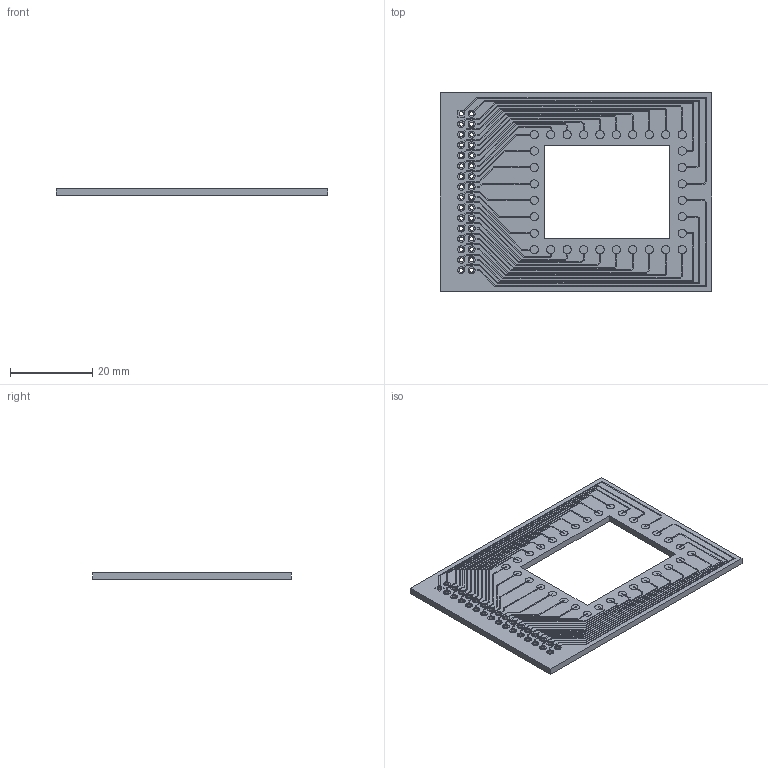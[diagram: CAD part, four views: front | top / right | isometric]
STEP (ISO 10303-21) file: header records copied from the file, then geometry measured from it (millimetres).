
FILE_DESCRIPTION(('FreeCAD Model'),'2;1');
FILE_NAME('Open CASCADE Shape Model','2023-08-02T15:21:01',(''),(''), 'Open CASCADE STEP processor 7.6','FreeCAD','Unknown');
FILE_SCHEMA(('AUTOMOTIVE_DESIGN { 1 0 10303 214 1 1 1 1 }'));
Length unit declared in the file: millimetre
Products named in the file (5): Board_Geoms_fb7c; Pcb_fb7c; topPads_fb7c_cut; topTracks_fb7c; botPads_fb7c
Assembly tree (4 placements, depth 2):
  Board_Geoms_fb7c
    Pcb_fb7c
    topPads_fb7c_cut
    topTracks_fb7c
    botPads_fb7c
Bounding box: 66.04 x 48.26 x 1.64 mm (x, y, z)
Volume: 3944.3 mm3; surface area: 6176 mm2
Topology: 1 solids, 129 shells, 170 faces, 949 edges, 909 vertices
Faces by surface type: plane 138, cylinder 32
Full cylindrical faces by diameter (mm): 1 x32
Entity records: 11327 total; most frequent: CARTESIAN_POINT 2033, DIRECTION 1859, ORIENTED_EDGE 1069, EDGE_CURVE 949, VERTEX_POINT 909, AXIS2_PLACEMENT_3D 735, CIRCLE 560, LINE 389
